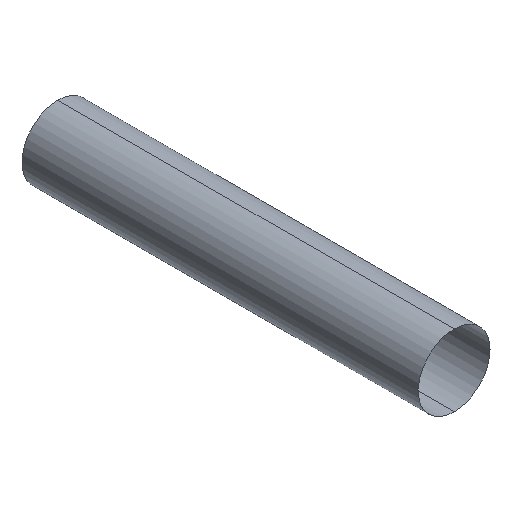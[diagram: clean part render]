
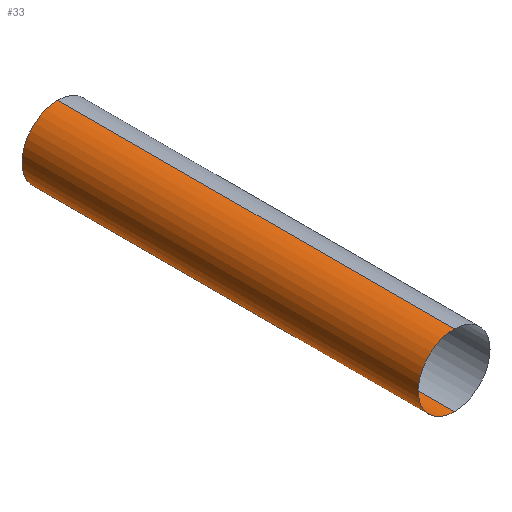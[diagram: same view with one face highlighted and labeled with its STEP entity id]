
A CAD part, isometric view. The second image highlights one B-rep face of the part: STEP entity #33.
In plain terms, the highlighted cylindrical face has radius 0.95 mm (diameter 1.9 mm), a partial arc.
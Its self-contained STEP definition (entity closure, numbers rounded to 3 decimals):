
#2 = ORIENTED_EDGE ( 'NONE', *, *, #51, .T. ) ;
#3 = VERTEX_POINT ( 'NONE', #125 ) ;
#4 = CARTESIAN_POINT ( 'NONE',  ( 0., 0., 0. ) ) ;
#5 = AXIS2_PLACEMENT_3D ( 'NONE', #96, #117, #85 ) ;
#7 = LINE ( 'NONE', #19, #60 ) ;
#11 = AXIS2_PLACEMENT_3D ( 'NONE', #61, #49, #63 ) ;
#17 = LINE ( 'NONE', #119, #114 ) ;
#18 = DIRECTION ( 'NONE',  ( 0., -1., 0. ) ) ;
#19 = CARTESIAN_POINT ( 'NONE',  ( 0., 0., 0.95 ) ) ;
#23 = FACE_OUTER_BOUND ( 'NONE', #82, .T. ) ;
#33 = ADVANCED_FACE ( 'NONE', ( #23 ), #54, .T. ) ;
#43 = VERTEX_POINT ( 'NONE', #72 ) ;
#49 = DIRECTION ( 'NONE',  ( 0., -1., 0. ) ) ;
#51 = EDGE_CURVE ( 'NONE', #43, #112, #94, .T. ) ;
#54 = CYLINDRICAL_SURFACE ( 'NONE', #79, 0.95 ) ;
#56 = EDGE_CURVE ( 'NONE', #3, #81, #99, .T. ) ;
#58 = DIRECTION ( 'NONE',  ( 0., 0., -1. ) ) ;
#60 = VECTOR ( 'NONE', #126, 1000. ) ;
#61 = CARTESIAN_POINT ( 'NONE',  ( 0., 12.5, 0. ) ) ;
#63 = DIRECTION ( 'NONE',  ( 0., 0., -1. ) ) ;
#68 = EDGE_CURVE ( 'NONE', #43, #3, #7, .T. ) ;
#72 = CARTESIAN_POINT ( 'NONE',  ( 0., 12.5, 0.95 ) ) ;
#75 = DIRECTION ( 'NONE',  ( 0., -1., 0. ) ) ;
#79 = AXIS2_PLACEMENT_3D ( 'NONE', #4, #18, #58 ) ;
#81 = VERTEX_POINT ( 'NONE', #88 ) ;
#82 = EDGE_LOOP ( 'NONE', ( #135, #2, #109, #120 ) ) ;
#85 = DIRECTION ( 'NONE',  ( 0., 0., -1. ) ) ;
#88 = CARTESIAN_POINT ( 'NONE',  ( 0., 2., -0.95 ) ) ;
#94 = CIRCLE ( 'NONE', #11, 0.95 ) ;
#96 = CARTESIAN_POINT ( 'NONE',  ( 0., 2., 0. ) ) ;
#99 = CIRCLE ( 'NONE', #5, 0.95 ) ;
#106 = CARTESIAN_POINT ( 'NONE',  ( 0., 12.5, -0.95 ) ) ;
#109 = ORIENTED_EDGE ( 'NONE', *, *, #139, .T. ) ;
#112 = VERTEX_POINT ( 'NONE', #106 ) ;
#114 = VECTOR ( 'NONE', #75, 1000. ) ;
#117 = DIRECTION ( 'NONE',  ( 0., -1., 0. ) ) ;
#119 = CARTESIAN_POINT ( 'NONE',  ( 0., 0., -0.95 ) ) ;
#120 = ORIENTED_EDGE ( 'NONE', *, *, #56, .F. ) ;
#125 = CARTESIAN_POINT ( 'NONE',  ( 0., 2., 0.95 ) ) ;
#126 = DIRECTION ( 'NONE',  ( 0., -1., 0. ) ) ;
#135 = ORIENTED_EDGE ( 'NONE', *, *, #68, .F. ) ;
#139 = EDGE_CURVE ( 'NONE', #112, #81, #17, .T. ) ;
